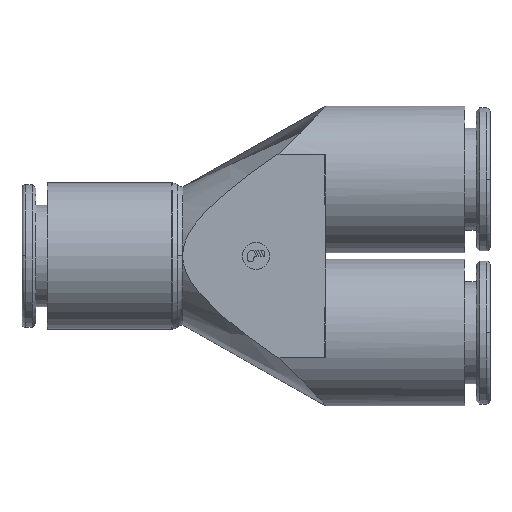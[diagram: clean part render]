
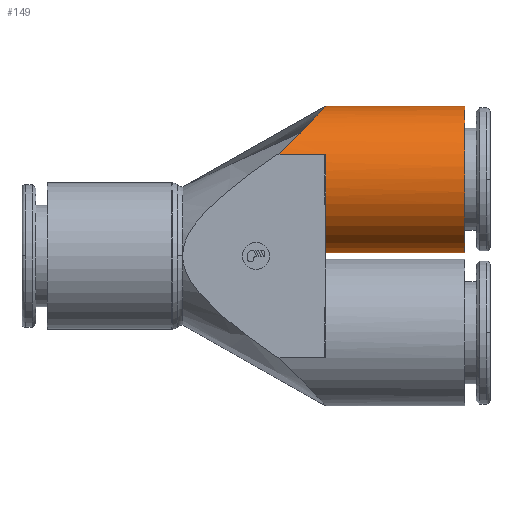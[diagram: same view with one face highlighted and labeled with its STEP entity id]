
A CAD part, top view. The second image highlights one B-rep face of the part: STEP entity #149.
In plain terms, the highlighted cylindrical face has radius 9.5 mm (diameter 19 mm), a partial arc.
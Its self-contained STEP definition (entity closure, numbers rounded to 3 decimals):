
#149=ADVANCED_FACE('',(#377),#378,.T.);
#377=FACE_OUTER_BOUND('',#612,.T.);
#378=CYLINDRICAL_SURFACE('',#613,9.5);
#612=EDGE_LOOP('',(#1465,#1466,#1467,#1468,#1469,#1470,#1471,#1472));
#613=AXIS2_PLACEMENT_3D('',#1473,#1474,#1475);
#1465=ORIENTED_EDGE('',*,*,#1557,.T.);
#1466=ORIENTED_EDGE('',*,*,#1781,.F.);
#1467=ORIENTED_EDGE('',*,*,#1563,.T.);
#1468=ORIENTED_EDGE('',*,*,#1792,.T.);
#1469=ORIENTED_EDGE('',*,*,#1783,.T.);
#1470=ORIENTED_EDGE('',*,*,#1597,.T.);
#1471=ORIENTED_EDGE('',*,*,#1780,.T.);
#1472=ORIENTED_EDGE('',*,*,#1809,.F.);
#1473=CARTESIAN_POINT('',(29.369,9.925,0.0));
#1474=DIRECTION('',(1.0,0.,0.0));
#1475=DIRECTION('',(0.,-1.0,0.0));
#1557=EDGE_CURVE('',#1868,#1869,#1870,.T.);
#1563=EDGE_CURVE('',#1881,#1879,#1882,.T.);
#1597=EDGE_CURVE('',#1941,#1938,#1942,.T.);
#1780=EDGE_CURVE('',#1938,#2242,#2244,.T.);
#1781=EDGE_CURVE('',#1881,#1869,#2245,.T.);
#1783=EDGE_CURVE('',#2247,#1941,#2248,.T.);
#1792=EDGE_CURVE('',#1879,#2247,#2262,.T.);
#1809=EDGE_CURVE('',#1868,#2242,#2280,.T.);
#1868=VERTEX_POINT('',#2383);
#1869=VERTEX_POINT('',#2384);
#1870=LINE('',#2385,#2386);
#1879=VERTEX_POINT('',#2396);
#1881=VERTEX_POINT('',#2435);
#1882=LINE('',#2436,#2437);
#1938=VERTEX_POINT('',#2596);
#1941=VERTEX_POINT('',#2599);
#1942=CIRCLE('',#2600,9.5);
#2242=VERTEX_POINT('',#3053);
#2244=CIRCLE('',#3062,9.5);
#2245=CIRCLE('',#3063,9.5);
#2247=VERTEX_POINT('',#3066);
#2248=LINE('',#3067,#3068);
#2262=B_SPLINE_CURVE_WITH_KNOTS('',3,(#3132,#3133,#3134,#3135,#3136,#3137,#3138,#3139,#3140,#3141,#3142,#3143,#3144,#3145,#3146,#3147,#3148,#3149,#3150,#3151,#3152,#3153,#3154,#3155,#3156,#3157,#3158,#3159,#3160,#3161,#3162,#3163,#3164,#3165,#3166,#3167,#3168,#3169),.UNSPECIFIED.,.F.,.F.,(4,2,2,2,2,2,2,2,2,2,2,2,2,2,2,2,2,2,4),(12.841,17.122,18.799,20.477,22.155,23.832,25.066,26.301,27.535,28.77,30.004,31.238,32.473,33.707,35.385,37.062,38.74,40.417,44.698),.UNSPECIFIED.);
#2280=CIRCLE('',#3256,9.5);
#2383=CARTESIAN_POINT('',(39.347,0.425,0.));
#2384=CARTESIAN_POINT('',(57.347,0.425,0.));
#2385=CARTESIAN_POINT('',(45.251,0.425,0.));
#2386=VECTOR('',#3329,1.0);
#2396=CARTESIAN_POINT('',(39.347,19.425,0.0));
#2435=CARTESIAN_POINT('',(57.347,19.425,0.0));
#2436=CARTESIAN_POINT('',(45.251,19.425,0.));
#2437=VECTOR('',#3340,1.0);
#2596=CARTESIAN_POINT('',(39.347,9.925,9.5));
#2599=CARTESIAN_POINT('',(39.347,13.18,8.925));
#2600=AXIS2_PLACEMENT_3D('',#3400,#3401,#3402);
#3053=CARTESIAN_POINT('',(39.347,6.67,8.925));
#3062=AXIS2_PLACEMENT_3D('',#3771,#3772,#3773);
#3063=AXIS2_PLACEMENT_3D('',#3774,#3775,#3776);
#3066=CARTESIAN_POINT('',(33.155,13.18,8.925));
#3067=CARTESIAN_POINT('',(30.079,13.18,8.925));
#3068=VECTOR('',#3778,1.0);
#3132=CARTESIAN_POINT('',(30.853,11.175,-9.417));
#3133=CARTESIAN_POINT('',(31.988,12.122,-9.292));
#3134=CARTESIAN_POINT('',(33.063,13.081,-9.019));
#3135=CARTESIAN_POINT('',(34.44,14.372,-8.404));
#3136=CARTESIAN_POINT('',(34.836,14.75,-8.196));
#3137=CARTESIAN_POINT('',(35.61,15.506,-7.701));
#3138=CARTESIAN_POINT('',(35.989,15.883,-7.416));
#3139=CARTESIAN_POINT('',(36.705,16.607,-6.77));
#3140=CARTESIAN_POINT('',(37.042,16.954,-6.411));
#3141=CARTESIAN_POINT('',(37.654,17.593,-5.631));
#3142=CARTESIAN_POINT('',(37.929,17.885,-5.21));
#3143=CARTESIAN_POINT('',(38.342,18.326,-4.451));
#3144=CARTESIAN_POINT('',(38.508,18.506,-4.097));
#3145=CARTESIAN_POINT('',(38.803,18.827,-3.343));
#3146=CARTESIAN_POINT('',(38.932,18.968,-2.943));
#3147=CARTESIAN_POINT('',(39.14,19.196,-2.117));
#3148=CARTESIAN_POINT('',(39.219,19.283,-1.69));
#3149=CARTESIAN_POINT('',(39.322,19.398,-0.838));
#3150=CARTESIAN_POINT('',(39.347,19.425,-0.411));
#3151=CARTESIAN_POINT('',(39.347,19.425,0.411));
#3152=CARTESIAN_POINT('',(39.322,19.398,0.838));
#3153=CARTESIAN_POINT('',(39.219,19.283,1.69));
#3154=CARTESIAN_POINT('',(39.14,19.196,2.117));
#3155=CARTESIAN_POINT('',(38.932,18.968,2.943));
#3156=CARTESIAN_POINT('',(38.803,18.827,3.343));
#3157=CARTESIAN_POINT('',(38.508,18.506,4.097));
#3158=CARTESIAN_POINT('',(38.342,18.326,4.451));
#3159=CARTESIAN_POINT('',(37.929,17.885,5.21));
#3160=CARTESIAN_POINT('',(37.654,17.593,5.631));
#3161=CARTESIAN_POINT('',(37.042,16.954,6.411));
#3162=CARTESIAN_POINT('',(36.705,16.607,6.77));
#3163=CARTESIAN_POINT('',(35.989,15.883,7.416));
#3164=CARTESIAN_POINT('',(35.61,15.506,7.701));
#3165=CARTESIAN_POINT('',(34.836,14.75,8.196));
#3166=CARTESIAN_POINT('',(34.44,14.372,8.404));
#3167=CARTESIAN_POINT('',(33.063,13.081,9.019));
#3168=CARTESIAN_POINT('',(31.988,12.122,9.292));
#3169=CARTESIAN_POINT('',(30.853,11.175,9.417));
#3256=AXIS2_PLACEMENT_3D('',#3812,#3813,#3814);
#3329=DIRECTION('',(1.0,0.,0.0));
#3340=DIRECTION('',(-1.0,0.,-0.0));
#3400=CARTESIAN_POINT('',(39.347,9.925,0.0));
#3401=DIRECTION('',(1.0,0.0,0.0));
#3402=DIRECTION('',(0.0,1.0,0.0));
#3771=CARTESIAN_POINT('',(39.347,9.925,0.0));
#3772=DIRECTION('',(1.0,0.0,0.0));
#3773=DIRECTION('',(0.0,1.0,0.0));
#3774=CARTESIAN_POINT('',(57.347,9.925,0.0));
#3775=DIRECTION('',(1.0,0.0,0.0));
#3776=DIRECTION('',(0.0,1.0,0.0));
#3778=DIRECTION('',(1.0,0.,0.0));
#3812=CARTESIAN_POINT('',(39.347,9.925,0.0));
#3813=DIRECTION('',(-1.0,0.,0.0));
#3814=DIRECTION('',(0.0,0.0,1.0));
